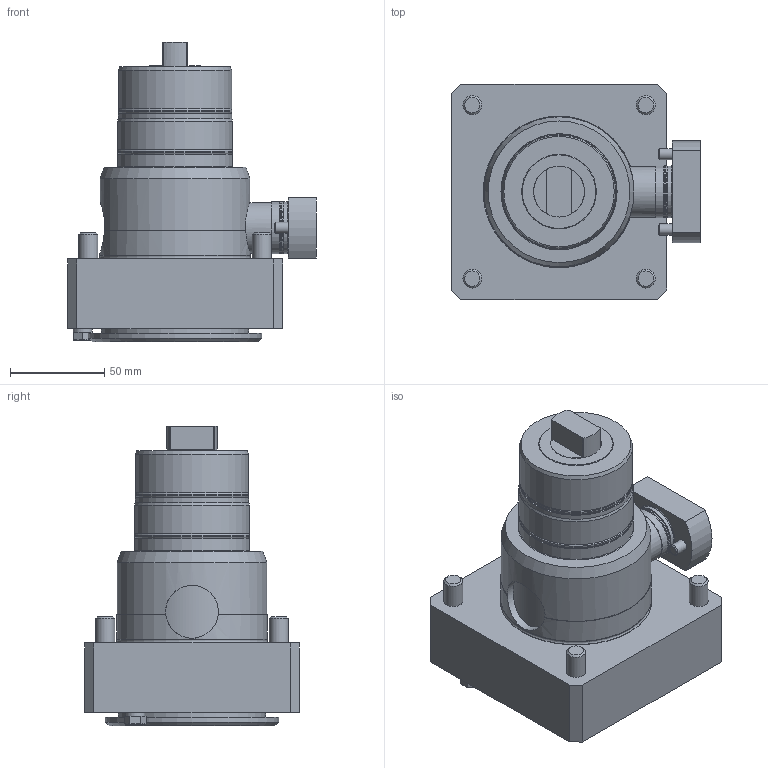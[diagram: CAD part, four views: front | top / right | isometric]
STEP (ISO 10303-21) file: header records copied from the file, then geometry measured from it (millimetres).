
FILE_DESCRIPTION(/* description */ (''),/* implementation_level */ '2;1');
FILE_NAME(/* name */ '1617097837130.stp',/* time_stamp */ '2021-03-30T11:50:42+02:00',/* author */ (''),/* organization */ ('SMS'),/* preprocessor_version */ 'ST-DEVELOPER v16.7',/* originating_system */ 'SIEMENS PLM Software NX 12.0',/* authorisation */ '');
FILE_SCHEMA (('AUTOMOTIVE_DESIGN { 1 0 10303 214 3 1 1 1 }'));
Length unit declared in the file: millimetre
Products named in the file (1): 203454843mod000_00
Bounding box: 132 x 114 x 159 mm (x, y, z)
Volume: 913500 mm3; surface area: 85231.6 mm2
Topology: 1 solids, 1 shells, 129 faces, 274 edges, 180 vertices
Faces by surface type: plane 60, cylinder 37, cone 20, torus 11, bspline 1
Full cylindrical faces by diameter (mm): 3 x1, 6 x2, 10 x5, 26.8 x1, 27 x1, 27.4 x2, 27.6 x1, 28 x2, 50 x1, 56.791 x1, 60 x3, 61 x3, 68 x1, 78 x1, 79.5 x1, 80 x1, 80.5 x1, 92 x1
Entity records: 3405 total; most frequent: CARTESIAN_POINT 854, DIRECTION 544, ORIENTED_EDGE 400, AXIS2_PLACEMENT_3D 239, EDGE_LOOP 214, EDGE_CURVE 200, FACE_BOUND 162, VERTEX_POINT 158
